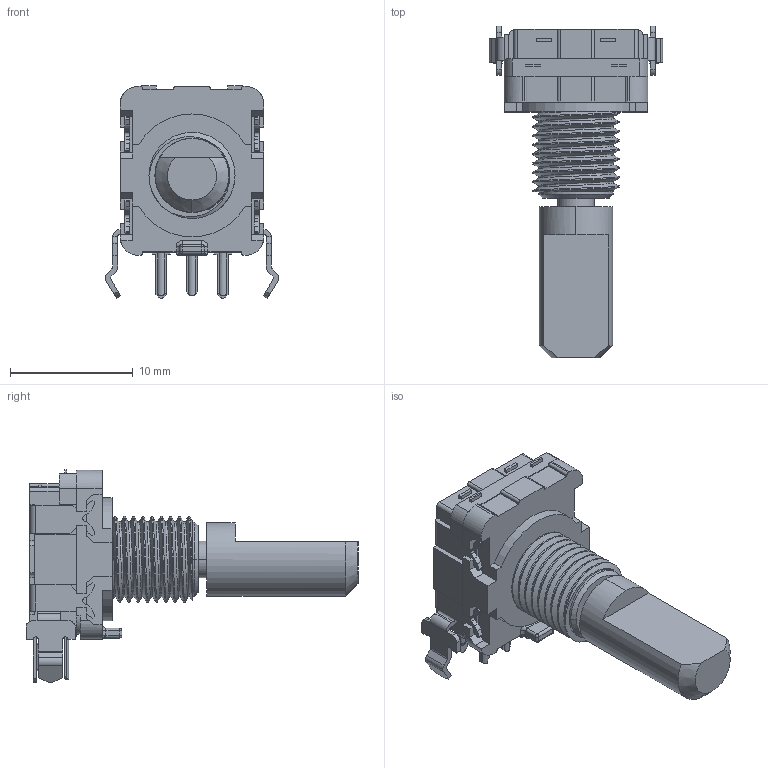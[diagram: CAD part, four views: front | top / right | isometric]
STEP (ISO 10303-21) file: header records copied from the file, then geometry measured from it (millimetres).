
FILE_DESCRIPTION (( 'STEP AP214' ), '1' );
FILE_NAME ('EC11B15242AZ.STEP', '2017-10-02T06:11:01', ( 'user' ), ( 'Hewlett-Packard Company' ), 'SwSTEP 2.0', 'SolidWorks 2014', '' );
FILE_SCHEMA (( 'AUTOMOTIVE_DESIGN' ));
Length unit declared in the file: millimetre
Products named in the file (1): EC11B15242AZ
Bounding box: 14.1 x 27 x 17.3 mm (x, y, z)
Volume: 1425.2 mm3; surface area: 1318.4 mm2
Topology: 1 solids, 10 shells, 576 faces, 1558 edges, 1011 vertices
Faces by surface type: plane 399, cylinder 148, sphere 12, bspline 7, cone 6, torus 4
Entity records: 26135 total; most frequent: CARTESIAN_POINT 5465, ORIENTED_EDGE 3092, DIRECTION 2914, EDGE_CURVE 1546, LINE 1178, VECTOR 1178, VERTEX_POINT 1007, AXIS2_PLACEMENT_3D 868
